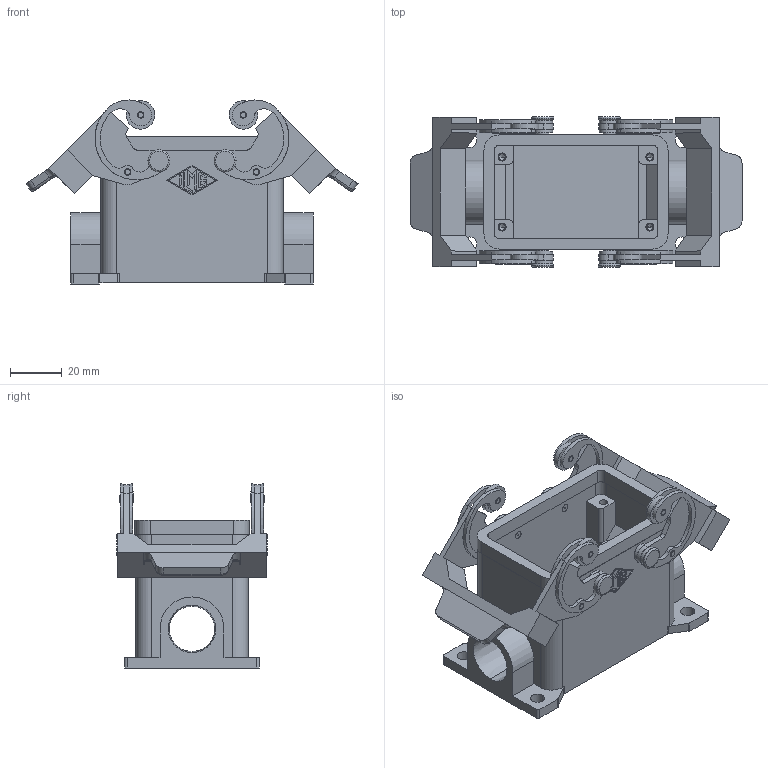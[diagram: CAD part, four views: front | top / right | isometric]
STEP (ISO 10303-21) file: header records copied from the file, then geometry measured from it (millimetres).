
FILE_DESCRIPTION(('Creo Elements/Direct Modeling STEP Export'),'2;1');
FILE_NAME('CHPT_10_4_2.stp','2012-12-20T10:33:27',(''),(''),'Creo Elements/Direct Modeling STEP processor for AP214 (Solid Model)','Creo Elements/Direct Modeling 18.0B 02-Dec-2011 (C) Parametric Technology GmbH','');
FILE_SCHEMA(('AUTOMOTIVE_DESIGN { 1 0 10303 214 1 1 1 1 }'));
Length unit declared in the file: millimetre
Products named in the file (1): MSBO12213
Bounding box: 127.99 x 58 x 70.94 mm (x, y, z)
Volume: 89724.5 mm3; surface area: 50264.1 mm2
Topology: 1 solids, 2 shells, 562 faces, 1601 edges, 1078 vertices
Faces by surface type: plane 244, cylinder 238, torus 48, cone 20, bspline 12
Entity records: 22999 total; most frequent: CARTESIAN_POINT 3892, ORIENTED_EDGE 3166, DIRECTION 3095, EDGE_CURVE 1583, AXIS2_PLACEMENT_3D 1185, VERTEX_POINT 1078, VECTOR 725, LINE 725
